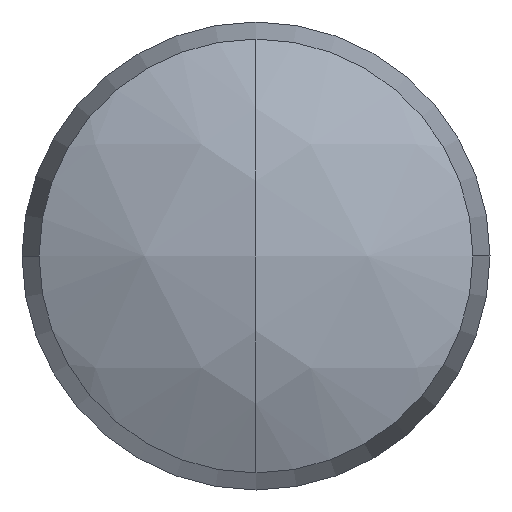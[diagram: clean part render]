
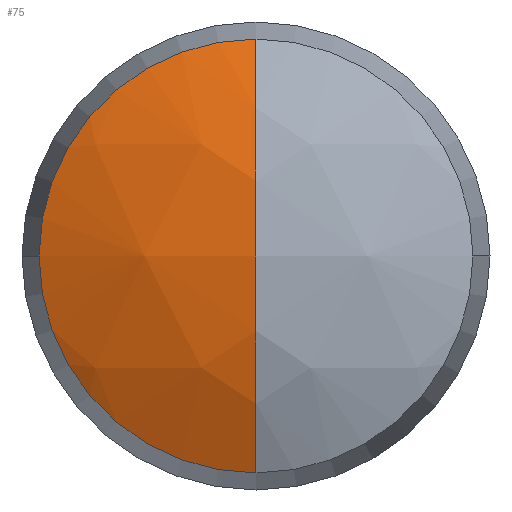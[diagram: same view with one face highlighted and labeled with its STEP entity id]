
A CAD part, left-side view. The second image highlights one B-rep face of the part: STEP entity #75.
In plain terms, the highlighted spherical face has radius 10 mm.
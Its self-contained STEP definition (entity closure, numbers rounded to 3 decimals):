
#75=ADVANCED_FACE('',(#92),#93,.T.);
#92=FACE_OUTER_BOUND('',#126,.T.);
#93=SPHERICAL_SURFACE('',#127,10.0);
#126=EDGE_LOOP('',(#160,#161,#162));
#127=AXIS2_PLACEMENT_3D('',#163,#164,#165);
#160=ORIENTED_EDGE('',*,*,#270,.F.);
#161=ORIENTED_EDGE('',*,*,#271,.T.);
#162=ORIENTED_EDGE('',*,*,#272,.T.);
#163=CARTESIAN_POINT('',(10.0,0.0,0.0));
#164=DIRECTION('',(0.0,0.0,1.0));
#165=DIRECTION('',(1.0,0.0,0.0));
#270=EDGE_CURVE('',#301,#302,#303,.T.);
#271=EDGE_CURVE('',#301,#304,#305,.T.);
#272=EDGE_CURVE('',#304,#302,#306,.T.);
#301=VERTEX_POINT('',#351);
#302=VERTEX_POINT('',#352);
#303=CIRCLE('',#353,10.0);
#304=VERTEX_POINT('',#354);
#305=CIRCLE('',#355,4.635);
#306=CIRCLE('',#356,4.635);
#351=CARTESIAN_POINT('',(1.139,0.,4.635));
#352=CARTESIAN_POINT('',(1.139,0.,-4.635));
#353=AXIS2_PLACEMENT_3D('',#413,#414,#415);
#354=CARTESIAN_POINT('',(1.139,4.635,0.));
#355=AXIS2_PLACEMENT_3D('',#416,#417,#418);
#356=AXIS2_PLACEMENT_3D('',#419,#420,#421);
#413=CARTESIAN_POINT('',(10.0,0.0,0.0));
#414=DIRECTION('',(0.,-1.0,0.0));
#415=DIRECTION('',(0.0,0.0,1.0));
#416=CARTESIAN_POINT('',(1.139,0.0,0.0));
#417=DIRECTION('',(-1.0,0.0,0.0));
#418=DIRECTION('',(0.0,1.0,0.));
#419=CARTESIAN_POINT('',(1.139,0.0,0.0));
#420=DIRECTION('',(-1.0,0.0,0.0));
#421=DIRECTION('',(0.0,1.0,0.));
